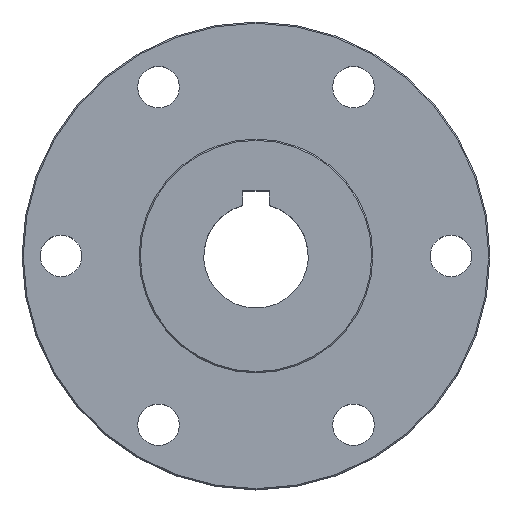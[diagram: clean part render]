
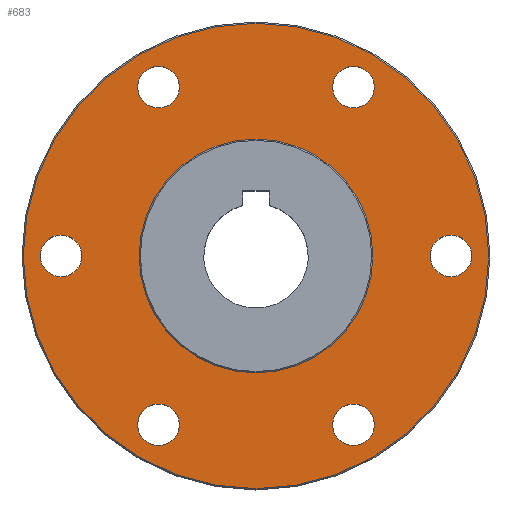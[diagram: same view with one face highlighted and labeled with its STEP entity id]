
A CAD part, top view. The second image highlights one B-rep face of the part: STEP entity #683.
In plain terms, the highlighted planar face has unit normal (0, 0, 1).
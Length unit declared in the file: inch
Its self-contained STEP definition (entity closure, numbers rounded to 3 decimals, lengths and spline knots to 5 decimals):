
#6 = DIRECTION ( 'NONE',  ( 1., 0., 0. ) ) ;
#21 = CIRCLE ( 'NONE', #473, 0.1 ) ;
#24 = CARTESIAN_POINT ( 'NONE',  ( -0.9375, 0., 0.215 ) ) ;
#30 = AXIS2_PLACEMENT_3D ( 'NONE', #118, #597, #322 ) ;
#42 = CARTESIAN_POINT ( 'NONE',  ( 0.9375, 0., 0.215 ) ) ;
#69 = CARTESIAN_POINT ( 'NONE',  ( -1.119, 0., 0.215 ) ) ;
#87 = DIRECTION ( 'NONE',  ( 0., 0., 1. ) ) ;
#95 = AXIS2_PLACEMENT_3D ( 'NONE', #197, #87, #6 ) ;
#104 = DIRECTION ( 'NONE',  ( 0., 0., 1. ) ) ;
#106 = CIRCLE ( 'NONE', #266, 0.562 ) ;
#115 = EDGE_LOOP ( 'NONE', ( #276 ) ) ;
#116 = FACE_BOUND ( 'NONE', #587, .T. ) ;
#118 = CARTESIAN_POINT ( 'NONE',  ( 0.46875, 0.8119, 0.215 ) ) ;
#122 = CIRCLE ( 'NONE', #414, 0.1 ) ;
#128 = CARTESIAN_POINT ( 'NONE',  ( 0.46875, -0.8119, 0.215 ) ) ;
#130 = DIRECTION ( 'NONE',  ( -1., 0., 0. ) ) ;
#141 = ORIENTED_EDGE ( 'NONE', *, *, #665, .T. ) ;
#151 = EDGE_CURVE ( 'NONE', #619, #619, #404, .T. ) ;
#164 = ORIENTED_EDGE ( 'NONE', *, *, #691, .T. ) ;
#168 = EDGE_LOOP ( 'NONE', ( #141 ) ) ;
#173 = CARTESIAN_POINT ( 'NONE',  ( 0.8375, 0., 0.215 ) ) ;
#179 = DIRECTION ( 'NONE',  ( -1., 0., 0. ) ) ;
#184 = DIRECTION ( 'NONE',  ( 0., 0., -1. ) ) ;
#197 = CARTESIAN_POINT ( 'NONE',  ( -1.562, 0., 0.215 ) ) ;
#201 = DIRECTION ( 'NONE',  ( -1., 0., 0. ) ) ;
#212 = CARTESIAN_POINT ( 'NONE',  ( -1.0375, 0., 0.215 ) ) ;
#232 = VERTEX_POINT ( 'NONE', #320 ) ;
#237 = AXIS2_PLACEMENT_3D ( 'NONE', #24, #506, #280 ) ;
#247 = FACE_BOUND ( 'NONE', #524, .T. ) ;
#248 = CARTESIAN_POINT ( 'NONE',  ( 0.36875, 0.8119, 0.215 ) ) ;
#252 = DIRECTION ( 'NONE',  ( 0., 0., -1. ) ) ;
#255 = CARTESIAN_POINT ( 'NONE',  ( 0., 0., 0.215 ) ) ;
#265 = EDGE_LOOP ( 'NONE', ( #408 ) ) ;
#266 = AXIS2_PLACEMENT_3D ( 'NONE', #635, #184, #571 ) ;
#276 = ORIENTED_EDGE ( 'NONE', *, *, #588, .T. ) ;
#280 = DIRECTION ( 'NONE',  ( -1., 0., 0. ) ) ;
#287 = PLANE ( 'NONE',  #95 ) ;
#301 = EDGE_CURVE ( 'NONE', #381, #381, #415, .T. ) ;
#310 = EDGE_CURVE ( 'NONE', #232, #232, #21, .T. ) ;
#319 = CIRCLE ( 'NONE', #237, 0.1 ) ;
#320 = CARTESIAN_POINT ( 'NONE',  ( 0.36875, -0.8119, 0.215 ) ) ;
#322 = DIRECTION ( 'NONE',  ( -1., 0., 0. ) ) ;
#334 = VERTEX_POINT ( 'NONE', #69 ) ;
#345 = CARTESIAN_POINT ( 'NONE',  ( -0.56875, 0.8119, 0.215 ) ) ;
#354 = DIRECTION ( 'NONE',  ( -1., 0., 0. ) ) ;
#367 = ORIENTED_EDGE ( 'NONE', *, *, #520, .T. ) ;
#380 = AXIS2_PLACEMENT_3D ( 'NONE', #559, #611, #130 ) ;
#381 = VERTEX_POINT ( 'NONE', #173 ) ;
#386 = DIRECTION ( 'NONE',  ( 0., 0., -1. ) ) ;
#391 = VERTEX_POINT ( 'NONE', #684 ) ;
#393 = EDGE_LOOP ( 'NONE', ( #639 ) ) ;
#398 = VERTEX_POINT ( 'NONE', #248 ) ;
#402 = AXIS2_PLACEMENT_3D ( 'NONE', #42, #252, #472 ) ;
#404 = CIRCLE ( 'NONE', #380, 0.1 ) ;
#408 = ORIENTED_EDGE ( 'NONE', *, *, #301, .T. ) ;
#414 = AXIS2_PLACEMENT_3D ( 'NONE', #610, #386, #179 ) ;
#415 = CIRCLE ( 'NONE', #402, 0.1 ) ;
#426 = FACE_BOUND ( 'NONE', #572, .T. ) ;
#441 = AXIS2_PLACEMENT_3D ( 'NONE', #255, #104, #354 ) ;
#446 = ORIENTED_EDGE ( 'NONE', *, *, #310, .T. ) ;
#467 = FACE_BOUND ( 'NONE', #265, .T. ) ;
#468 = EDGE_CURVE ( 'NONE', #391, #391, #122, .T. ) ;
#470 = EDGE_LOOP ( 'NONE', ( #164 ) ) ;
#472 = DIRECTION ( 'NONE',  ( -1., 0., 0. ) ) ;
#473 = AXIS2_PLACEMENT_3D ( 'NONE', #128, #689, #201 ) ;
#482 = ORIENTED_EDGE ( 'NONE', *, *, #468, .T. ) ;
#498 = FACE_BOUND ( 'NONE', #115, .T. ) ;
#506 = DIRECTION ( 'NONE',  ( 0., 0., -1. ) ) ;
#520 = EDGE_CURVE ( 'NONE', #653, #653, #319, .T. ) ;
#524 = EDGE_LOOP ( 'NONE', ( #482 ) ) ;
#537 = FACE_BOUND ( 'NONE', #168, .T. ) ;
#559 = CARTESIAN_POINT ( 'NONE',  ( -0.46875, 0.8119, 0.215 ) ) ;
#561 = CIRCLE ( 'NONE', #30, 0.1 ) ;
#571 = DIRECTION ( 'NONE',  ( 1., 0., 0. ) ) ;
#572 = EDGE_LOOP ( 'NONE', ( #367 ) ) ;
#581 = VERTEX_POINT ( 'NONE', #670 ) ;
#587 = EDGE_LOOP ( 'NONE', ( #446 ) ) ;
#588 = EDGE_CURVE ( 'NONE', #398, #398, #561, .T. ) ;
#597 = DIRECTION ( 'NONE',  ( 0., 0., -1. ) ) ;
#601 = FACE_BOUND ( 'NONE', #393, .T. ) ;
#610 = CARTESIAN_POINT ( 'NONE',  ( -0.46875, -0.8119, 0.215 ) ) ;
#611 = DIRECTION ( 'NONE',  ( 0., 0., -1. ) ) ;
#613 = CIRCLE ( 'NONE', #441, 1.119 ) ;
#619 = VERTEX_POINT ( 'NONE', #345 ) ;
#635 = CARTESIAN_POINT ( 'NONE',  ( 0., 0., 0.215 ) ) ;
#639 = ORIENTED_EDGE ( 'NONE', *, *, #151, .T. ) ;
#643 = FACE_OUTER_BOUND ( 'NONE', #470, .T. ) ;
#653 = VERTEX_POINT ( 'NONE', #212 ) ;
#665 = EDGE_CURVE ( 'NONE', #581, #581, #106, .T. ) ;
#670 = CARTESIAN_POINT ( 'NONE',  ( 0.562, 0., 0.215 ) ) ;
#683 = ADVANCED_FACE ( 'NONE', ( #601, #426, #247, #116, #467, #498, #537, #643 ), #287, .T. ) ;
#684 = CARTESIAN_POINT ( 'NONE',  ( -0.56875, -0.8119, 0.215 ) ) ;
#689 = DIRECTION ( 'NONE',  ( 0., 0., -1. ) ) ;
#691 = EDGE_CURVE ( 'NONE', #334, #334, #613, .T. ) ;
